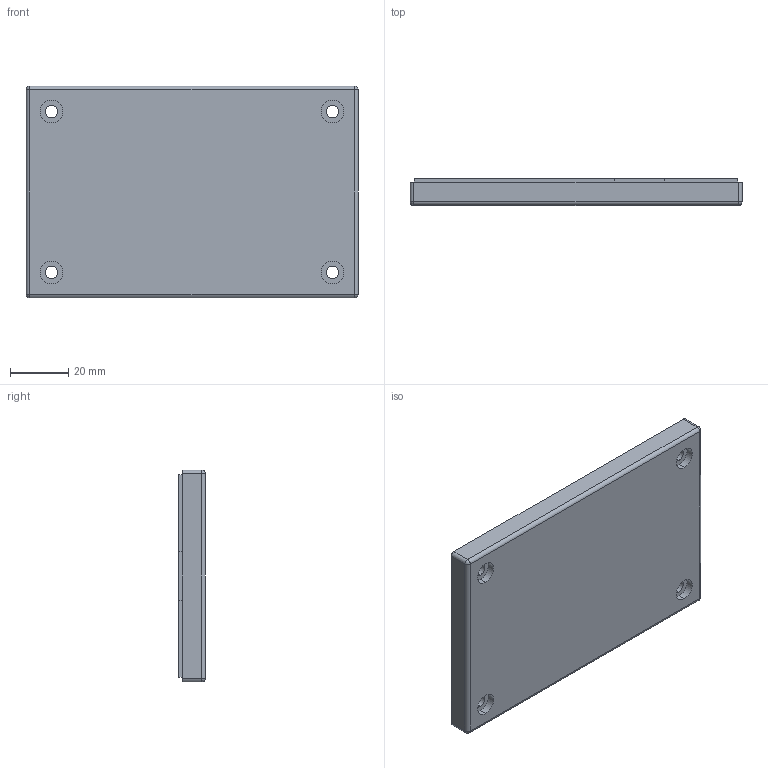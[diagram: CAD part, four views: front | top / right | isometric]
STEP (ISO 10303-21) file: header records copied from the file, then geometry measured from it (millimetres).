
FILE_DESCRIPTION (( 'STEP AP214' ), '1' );
FILE_NAME ('Enclosure_bottom.STEP', '2022-10-16T00:50:25', ( '' ), ( '' ), 'SwSTEP 2.0', 'SolidWorks 2020', '' );
FILE_SCHEMA (( 'AUTOMOTIVE_DESIGN' ));
Length unit declared in the file: inch
Products named in the file (1): Enclosure_bottom
Bounding box: 114.05 x 9.19 x 72.77 mm (x, y, z)
Volume: 35942.3 mm3; surface area: 21953.5 mm2
Topology: 1 solids, 1 shells, 67 faces, 172 edges, 108 vertices
Faces by surface type: plane 39, cylinder 24, sphere 4
Entity records: 2050 total; most frequent: DIRECTION 352, CARTESIAN_POINT 344, ORIENTED_EDGE 336, EDGE_CURVE 168, VECTOR 120, LINE 120, AXIS2_PLACEMENT_3D 116, VERTEX_POINT 108
